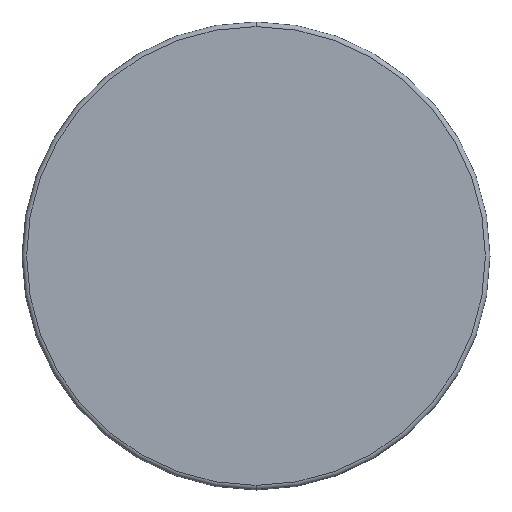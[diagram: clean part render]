
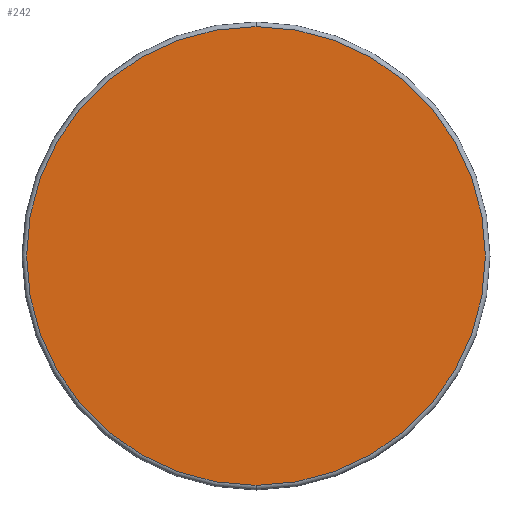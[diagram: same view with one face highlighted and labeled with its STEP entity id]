
A CAD part, front view. The second image highlights one B-rep face of the part: STEP entity #242.
In plain terms, the highlighted planar face has unit normal (0, -1, 0).
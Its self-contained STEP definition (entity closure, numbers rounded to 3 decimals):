
#1 = CARTESIAN_POINT ( 'NONE',  ( 0., 0., 25. ) ) ;
#11 = DIRECTION ( 'NONE',  ( 0., 1., 0. ) ) ;
#25 = DIRECTION ( 'NONE',  ( 0., -1., 0. ) ) ;
#43 = CARTESIAN_POINT ( 'NONE',  ( 0., 0., 0. ) ) ;
#44 = PLANE ( 'NONE',  #265 ) ;
#59 = DIRECTION ( 'NONE',  ( 0., 0., 1. ) ) ;
#60 = CARTESIAN_POINT ( 'NONE',  ( -25., 0., 0. ) ) ;
#70 = EDGE_CURVE ( 'NONE', #272, #227, #183, .T. ) ;
#80 = AXIS2_PLACEMENT_3D ( 'NONE', #122, #11, #168 ) ;
#116 = ORIENTED_EDGE ( 'NONE', *, *, #70, .F. ) ;
#120 = EDGE_LOOP ( 'NONE', ( #116, #203 ) ) ;
#122 = CARTESIAN_POINT ( 'NONE',  ( 0., 0., 0. ) ) ;
#131 = DIRECTION ( 'NONE',  ( 0., 1., 0. ) ) ;
#149 = CIRCLE ( 'NONE', #256, 25. ) ;
#168 = DIRECTION ( 'NONE',  ( 0., 0., 1. ) ) ;
#173 = CARTESIAN_POINT ( 'NONE',  ( 0., 0., -25. ) ) ;
#183 = CIRCLE ( 'NONE', #80, 25. ) ;
#203 = ORIENTED_EDGE ( 'NONE', *, *, #252, .F. ) ;
#227 = VERTEX_POINT ( 'NONE', #173 ) ;
#237 = DIRECTION ( 'NONE',  ( 0., 0., -1. ) ) ;
#238 = FACE_OUTER_BOUND ( 'NONE', #120, .T. ) ;
#242 = ADVANCED_FACE ( 'NONE', ( #238 ), #44, .T. ) ;
#252 = EDGE_CURVE ( 'NONE', #227, #272, #149, .T. ) ;
#256 = AXIS2_PLACEMENT_3D ( 'NONE', #43, #131, #59 ) ;
#265 = AXIS2_PLACEMENT_3D ( 'NONE', #60, #25, #237 ) ;
#272 = VERTEX_POINT ( 'NONE', #1 ) ;
